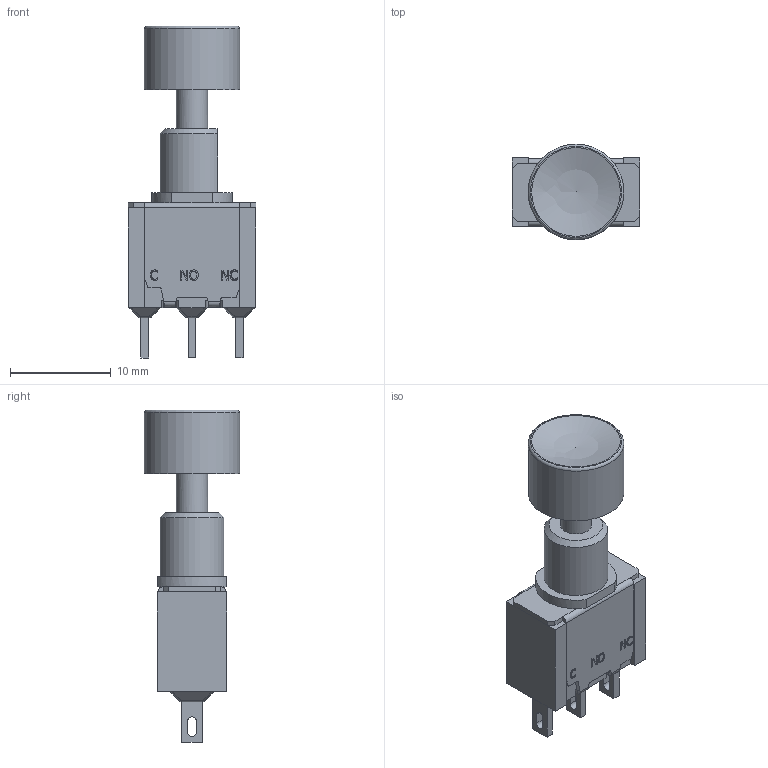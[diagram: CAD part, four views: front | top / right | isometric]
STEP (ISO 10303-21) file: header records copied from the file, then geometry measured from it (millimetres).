
FILE_DESCRIPTION(/* description */ (''),/* implementation_level */ '2;1');
FILE_NAME(/* name */ '700SP7B11M1xEC2xxx.stp',/* time_stamp */ '2026-01-23T23:37:29-06:00',/* author */ ('jmeyers'),/* organization */ (''),/* preprocessor_version */ 'ST-DEVELOPER v18.1',/* originating_system */ 'Autodesk Inventor 2022',/* authorisation */ '');
FILE_SCHEMA (('AUTOMOTIVE_DESIGN { 1 0 10303 214 3 1 1 }'));
Length unit declared in the file: inch
Products named in the file (1): Part18
Bounding box: 12.7 x 9.5 x 32.99 mm (x, y, z)
Volume: 1444 mm3; surface area: 1578.7 mm2
Topology: 2 solids, 5 shells, 366 faces, 997 edges, 627 vertices
Faces by surface type: plane 207, cylinder 81, bspline 54, sphere 13, cone 9, torus 2
Full cylindrical faces by diameter (mm): 2 x1, 3.1 x2, 4 x2, 5 x1, 7.5 x1, 9.5 x1
Entity records: 11864 total; most frequent: CARTESIAN_POINT 2906, ORIENTED_EDGE 1968, DIRECTION 1684, EDGE_CURVE 984, LINE 634, VECTOR 634, VERTEX_POINT 627, AXIS2_PLACEMENT_3D 525
